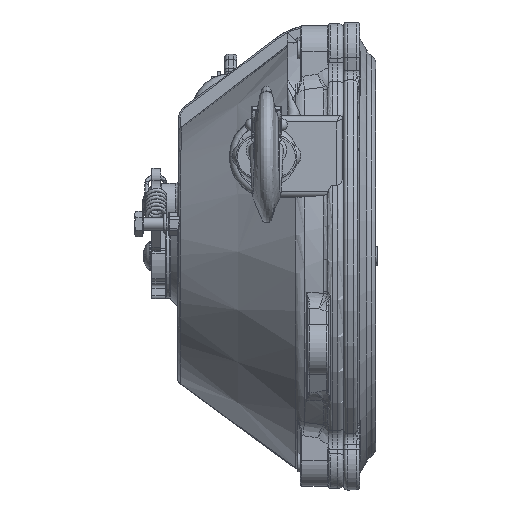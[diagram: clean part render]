
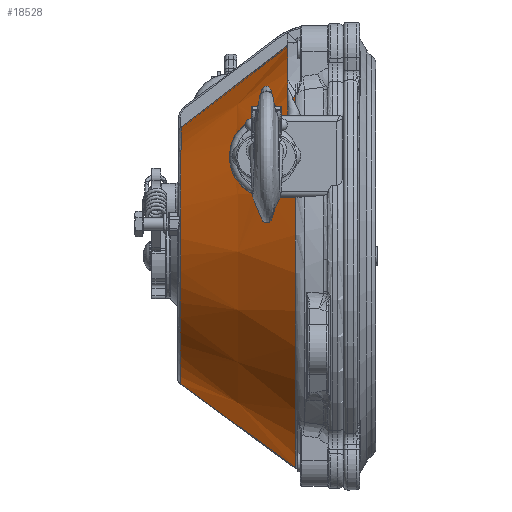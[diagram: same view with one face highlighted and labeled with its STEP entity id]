
A CAD part, front view. The second image highlights one B-rep face of the part: STEP entity #18528.
In plain terms, the highlighted conical face has half-angle 37.6 degrees and reference radius 56.242 mm.
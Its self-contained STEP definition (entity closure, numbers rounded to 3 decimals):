
#440=(
BOUNDED_CURVE()
B_SPLINE_CURVE(2,(#28239,#28240,#28241),.UNSPECIFIED.,.F.,.F.)
B_SPLINE_CURVE_WITH_KNOTS((3,3),(0.,0.934),
 .UNSPECIFIED.)
CURVE()
GEOMETRIC_REPRESENTATION_ITEM()
RATIONAL_B_SPLINE_CURVE((1.,1.003,1.004))
REPRESENTATION_ITEM('')
);
#441=(
BOUNDED_CURVE()
B_SPLINE_CURVE(2,(#28326,#28327,#28328),.UNSPECIFIED.,.F.,.F.)
B_SPLINE_CURVE_WITH_KNOTS((3,3),(2.156,3.16),
 .UNSPECIFIED.)
CURVE()
GEOMETRIC_REPRESENTATION_ITEM()
RATIONAL_B_SPLINE_CURVE((1.008,1.006,1.))
REPRESENTATION_ITEM('')
);
#1059=B_SPLINE_CURVE_WITH_KNOTS('',3,(#27328,#27329,#27330,#27331,#27332,
#27333,#27334,#27335,#27336,#27337),.UNSPECIFIED.,.F.,.F.,(4,1,1,1,1,1,
1,4),(-2.885,-2.511,-2.134,-1.757,
-1.38,-1.004,-0.627,-0.25),
 .UNSPECIFIED.);
#1088=B_SPLINE_CURVE_WITH_KNOTS('',3,(#28246,#28247,#28248,#28249,#28250,
#28251,#28252,#28253,#28254,#28255,#28256,#28257),.UNSPECIFIED.,.F.,.F.,
(4,2,2,2,2,4),(0.341,0.564,1.129,1.721,
2.313,2.883),.UNSPECIFIED.);
#1089=B_SPLINE_CURVE_WITH_KNOTS('',3,(#28265,#28266,#28267,#28268,#28269,
#28270,#28271,#28272,#28273,#28274,#28275,#28276,#28277,#28278,#28279,#28280,
#28281,#28282,#28283,#28284),.UNSPECIFIED.,.F.,.F.,(4,2,2,2,2,2,2,2,2,4),
(2.891,2.901,3.485,3.699,3.912,
4.125,4.338,4.714,5.089,5.17),
 .UNSPECIFIED.);
#1190=B_SPLINE_CURVE_WITH_KNOTS('',3,(#30790,#30791,#30792,#30793),
 .UNSPECIFIED.,.F.,.F.,(4,4),(-4.646,0.),.UNSPECIFIED.);
#1291=B_SPLINE_CURVE_WITH_KNOTS('',3,(#33462,#33463,#33464,#33465,#33466,
#33467,#33468),.UNSPECIFIED.,.F.,.F.,(4,3,4),(-4.605,-1.539,
0.),.UNSPECIFIED.);
#4523=FACE_OUTER_BOUND('',#5799,.T.);
#5799=EDGE_LOOP('',(#14517,#14518,#14519,#14520,#14521,#14522,#14523,#14524,
#14525,#14526));
#6807=CIRCLE('',#19509,54.545);
#6823=CIRCLE('',#19537,70.684);
#7195=CIRCLE('',#20190,70.684);
#7976=VERTEX_POINT('',#27322);
#7977=VERTEX_POINT('',#27327);
#8057=VERTEX_POINT('',#28236);
#8058=VERTEX_POINT('',#28238);
#8059=VERTEX_POINT('',#28244);
#8060=VERTEX_POINT('',#28259);
#8061=VERTEX_POINT('',#28263);
#8068=VERTEX_POINT('',#28315);
#8087=VERTEX_POINT('',#28426);
#8499=VERTEX_POINT('',#33438);
#9727=EDGE_CURVE('',#7976,#7977,#1059,.T.);
#9835=EDGE_CURVE('',#8058,#8057,#440,.T.);
#9838=EDGE_CURVE('',#8059,#8057,#1088,.F.);
#9840=EDGE_CURVE('',#8059,#8060,#6807,.T.);
#9842=EDGE_CURVE('',#8061,#8060,#1089,.F.);
#9850=EDGE_CURVE('',#8061,#8068,#441,.T.);
#9877=EDGE_CURVE('',#8087,#8058,#6823,.T.);
#10191=EDGE_CURVE('',#8087,#7976,#1190,.T.);
#10545=EDGE_CURVE('',#7977,#8499,#1291,.T.);
#10709=EDGE_CURVE('',#8068,#8499,#7195,.T.);
#14517=ORIENTED_EDGE('',*,*,#9850,.T.);
#14518=ORIENTED_EDGE('',*,*,#10709,.T.);
#14519=ORIENTED_EDGE('',*,*,#10545,.F.);
#14520=ORIENTED_EDGE('',*,*,#9727,.F.);
#14521=ORIENTED_EDGE('',*,*,#10191,.F.);
#14522=ORIENTED_EDGE('',*,*,#9877,.T.);
#14523=ORIENTED_EDGE('',*,*,#9835,.T.);
#14524=ORIENTED_EDGE('',*,*,#9838,.F.);
#14525=ORIENTED_EDGE('',*,*,#9840,.T.);
#14526=ORIENTED_EDGE('',*,*,#9842,.F.);
#18042=CONICAL_SURFACE('',#20189,56.242,37.6);
#18528=ADVANCED_FACE('',(#4523),#18042,.T.);
#19509=AXIS2_PLACEMENT_3D('',#28261,#22003,#22004);
#19537=AXIS2_PLACEMENT_3D('',#28427,#22066,#22067);
#20189=AXIS2_PLACEMENT_3D('',#34939,#23510,#23511);
#20190=AXIS2_PLACEMENT_3D('',#34940,#23512,#23513);
#22003=DIRECTION('center_axis',(0.,0.,-1.));
#22004=DIRECTION('ref_axis',(0.,1.,0.));
#22066=DIRECTION('center_axis',(0.,0.,-1.));
#22067=DIRECTION('ref_axis',(0.,1.,0.));
#23510=DIRECTION('center_axis',(0.,0.,1.));
#23511=DIRECTION('ref_axis',(0.,1.,0.));
#23512=DIRECTION('center_axis',(0.,0.,-1.));
#23513=DIRECTION('ref_axis',(0.,1.,0.));
#27322=CARTESIAN_POINT('',(-40.958,10.78,-52.432));
#27327=CARTESIAN_POINT('',(41.302,10.513,-52.086));
#27328=CARTESIAN_POINT('Ctrl Pts',(-40.958,10.78,-52.432));
#27329=CARTESIAN_POINT('Ctrl Pts',(-39.613,15.908,-52.426));
#27330=CARTESIAN_POINT('Ctrl Pts',(-34.966,25.685,-52.407));
#27331=CARTESIAN_POINT('Ctrl Pts',(-23.086,36.79,-52.357));
#27332=CARTESIAN_POINT('Ctrl Pts',(-7.919,42.749,-52.293));
#27333=CARTESIAN_POINT('Ctrl Pts',(8.375,42.719,-52.225));
#27334=CARTESIAN_POINT('Ctrl Pts',(23.514,36.69,-52.161));
#27335=CARTESIAN_POINT('Ctrl Pts',(35.371,25.516,-52.111));
#27336=CARTESIAN_POINT('Ctrl Pts',(39.982,15.682,-52.092));
#27337=CARTESIAN_POINT('Ctrl Pts',(41.302,10.513,-52.086));
#28236=CARTESIAN_POINT('',(18.7,61.789,-23.6));
#28238=CARTESIAN_POINT('',(18.7,68.165,-15.644));
#28239=CARTESIAN_POINT('Ctrl Pts',(18.7,68.165,-15.644));
#28240=CARTESIAN_POINT('Ctrl Pts',(18.7,64.832,-19.817));
#28241=CARTESIAN_POINT('Ctrl Pts',(18.7,61.789,-23.6));
#28244=CARTESIAN_POINT('',(31.7,44.388,-36.6));
#28246=CARTESIAN_POINT('Ctrl Pts',(18.7,61.789,-23.6));
#28247=CARTESIAN_POINT('Ctrl Pts',(18.7,61.29,-24.22));
#28248=CARTESIAN_POINT('Ctrl Pts',(18.745,60.776,-24.841));
#28249=CARTESIAN_POINT('Ctrl Pts',(19.054,58.945,-26.99));
#28250=CARTESIAN_POINT('Ctrl Pts',(19.56,57.593,-28.458));
#28251=CARTESIAN_POINT('Ctrl Pts',(20.911,55.029,-31.));
#28252=CARTESIAN_POINT('Ctrl Pts',(21.893,53.596,-32.281));
#28253=CARTESIAN_POINT('Ctrl Pts',(24.283,50.759,-34.395));
#28254=CARTESIAN_POINT('Ctrl Pts',(25.688,49.35,-35.225));
#28255=CARTESIAN_POINT('Ctrl Pts',(28.463,46.858,-36.274));
#28256=CARTESIAN_POINT('Ctrl Pts',(30.051,45.566,-36.6));
#28257=CARTESIAN_POINT('Ctrl Pts',(31.7,44.388,-36.6));
#28259=CARTESIAN_POINT('',(31.9,44.244,-36.6));
#28261=CARTESIAN_POINT('Origin',(0.,0.,-36.6));
#28263=CARTESIAN_POINT('',(44.9,46.385,-23.6));
#28265=CARTESIAN_POINT('Ctrl Pts',(31.9,44.244,-36.6));
#28266=CARTESIAN_POINT('Ctrl Pts',(31.927,44.225,-36.6));
#28267=CARTESIAN_POINT('Ctrl Pts',(31.955,44.205,-36.6));
#28268=CARTESIAN_POINT('Ctrl Pts',(33.67,42.974,-36.589));
#28269=CARTESIAN_POINT('Ctrl Pts',(35.415,41.879,-36.244));
#28270=CARTESIAN_POINT('Ctrl Pts',(37.669,40.86,-35.268));
#28271=CARTESIAN_POINT('Ctrl Pts',(38.29,40.622,-34.944));
#28272=CARTESIAN_POINT('Ctrl Pts',(39.499,40.284,-34.172));
#28273=CARTESIAN_POINT('Ctrl Pts',(40.087,40.185,-33.725));
#28274=CARTESIAN_POINT('Ctrl Pts',(41.175,40.165,-32.738));
#28275=CARTESIAN_POINT('Ctrl Pts',(41.677,40.244,-32.197));
#28276=CARTESIAN_POINT('Ctrl Pts',(42.558,40.572,-31.077));
#28277=CARTESIAN_POINT('Ctrl Pts',(42.937,40.819,-30.499));
#28278=CARTESIAN_POINT('Ctrl Pts',(43.805,41.644,-28.944));
#28279=CARTESIAN_POINT('Ctrl Pts',(44.185,42.338,-27.967));
#28280=CARTESIAN_POINT('Ctrl Pts',(44.707,43.925,-26.045));
#28281=CARTESIAN_POINT('Ctrl Pts',(44.846,44.82,-25.102));
#28282=CARTESIAN_POINT('Ctrl Pts',(44.896,45.972,-23.989));
#28283=CARTESIAN_POINT('Ctrl Pts',(44.9,46.177,-23.794));
#28284=CARTESIAN_POINT('Ctrl Pts',(44.9,46.385,-23.6));
#28315=CARTESIAN_POINT('',(44.9,54.591,-15.644));
#28326=CARTESIAN_POINT('Ctrl Pts',(44.9,46.385,-23.6));
#28327=CARTESIAN_POINT('Ctrl Pts',(44.9,50.302,-19.945));
#28328=CARTESIAN_POINT('Ctrl Pts',(44.9,54.591,-15.644));
#28426=CARTESIAN_POINT('',(-67.816,19.929,-15.644));
#28427=CARTESIAN_POINT('Origin',(0.,0.,-15.644));
#30790=CARTESIAN_POINT('Ctrl Pts',(-67.816,19.929,-15.644));
#30791=CARTESIAN_POINT('Ctrl Pts',(-58.867,16.881,-27.909));
#30792=CARTESIAN_POINT('Ctrl Pts',(-49.916,13.833,-40.174));
#30793=CARTESIAN_POINT('Ctrl Pts',(-40.958,10.78,-52.432));
#33438=CARTESIAN_POINT('',(69.157,14.61,-15.644));
#33462=CARTESIAN_POINT('Ctrl Pts',(41.302,10.513,-52.086));
#33463=CARTESIAN_POINT('Ctrl Pts',(47.493,11.421,-44.005));
#33464=CARTESIAN_POINT('Ctrl Pts',(53.675,12.33,-35.917));
#33465=CARTESIAN_POINT('Ctrl Pts',(59.855,13.24,-27.827));
#33466=CARTESIAN_POINT('Ctrl Pts',(62.956,13.696,-23.766));
#33467=CARTESIAN_POINT('Ctrl Pts',(66.057,14.153,-19.705));
#33468=CARTESIAN_POINT('Ctrl Pts',(69.157,14.61,-15.644));
#34939=CARTESIAN_POINT('Origin',(0.,0.,-34.397));
#34940=CARTESIAN_POINT('Origin',(0.,0.,-15.644));
